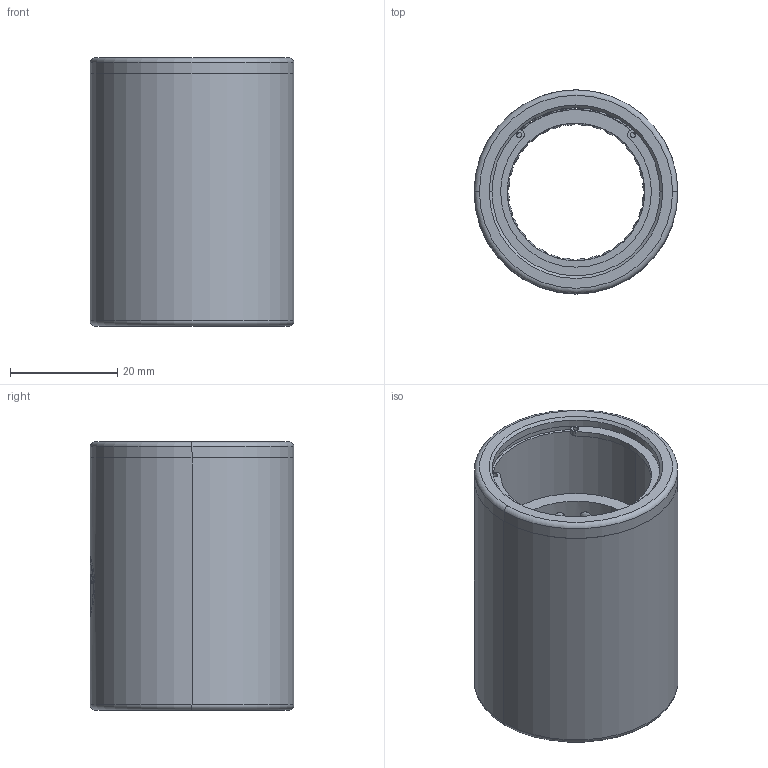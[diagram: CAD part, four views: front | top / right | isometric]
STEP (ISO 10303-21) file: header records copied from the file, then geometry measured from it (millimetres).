
FILE_DESCRIPTION (( 'STEP AP214' ), '1' );
FILE_NAME ('GBB-d25.STEP', '2021-08-07T01:39:54', ( 'User' ), ( 'china' ), 'SwSTEP 2.0', 'SolidWorks 2016', '' );
FILE_SCHEMA (( 'AUTOMOTIVE_DESIGN' ));
Length unit declared in the file: millimetre
Products named in the file (6): BSH紩杶-d25--; BALL-D4; GBB囀縐D25; GBB-D38-L50; GBB-d25
Assembly tree (117 placements, depth 3):
  GBB-d25
    GBB-D38-L50
    GBB囀縐D25  x2
    BSH紩杶-d25--
      BSH紩杶-d25--
      BALL-D4  x112
Bounding box: 38 x 38 x 50 mm (x, y, z)
Volume: 24616.4 mm3; surface area: 23929 mm2
Topology: 116 solids, 116 shells, 533 faces, 2266 edges, 1508 vertices
Faces by surface type: sphere 448, cylinder 56, plane 21, cone 4, torus 4
Entity records: 18845 total; most frequent: CARTESIAN_POINT 10096, ORIENTED_EDGE 1770, DIRECTION 1519, EDGE_CURVE 885, AXIS2_PLACEMENT_3D 721, VERTEX_POINT 588, EDGE_LOOP 519, B_SPLINE_CURVE_WITH_KNOTS 500
